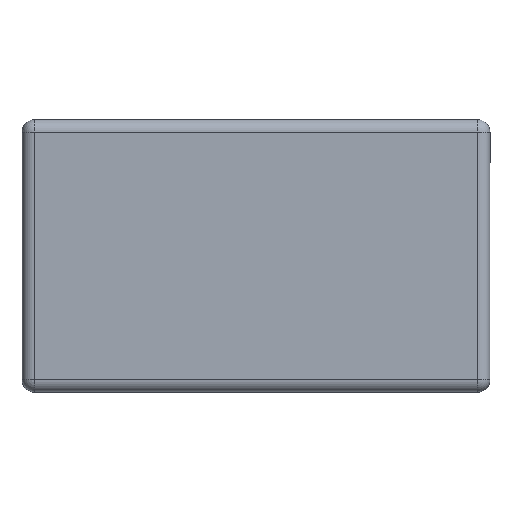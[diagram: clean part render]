
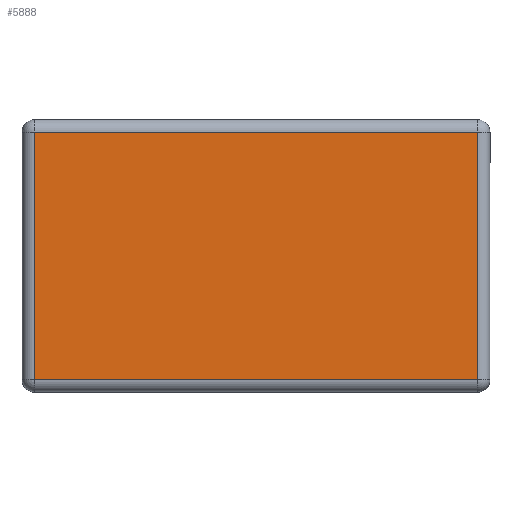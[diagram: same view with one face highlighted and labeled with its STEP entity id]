
A CAD part, top view. The second image highlights one B-rep face of the part: STEP entity #5888.
In plain terms, the highlighted face is planar.
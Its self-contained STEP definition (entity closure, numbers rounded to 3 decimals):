
#584=LINE('',#9886,#1136);
#586=LINE('',#9893,#1138);
#587=LINE('',#9901,#1139);
#589=LINE('',#9909,#1141);
#1136=VECTOR('',#8141,179.);
#1138=VECTOR('',#8149,100.);
#1139=VECTOR('',#8160,179.);
#1141=VECTOR('',#8172,100.);
#1668=FACE_OUTER_BOUND('',#2088,.T.);
#2088=EDGE_LOOP('',(#5201,#5202,#5203,#5204));
#2864=VERTEX_POINT('',#9883);
#2865=VERTEX_POINT('',#9885);
#2867=VERTEX_POINT('',#9892);
#2869=VERTEX_POINT('',#9900);
#3645=EDGE_CURVE('',#2864,#2865,#584,.T.);
#3649=EDGE_CURVE('',#2865,#2867,#586,.T.);
#3653=EDGE_CURVE('',#2867,#2869,#587,.T.);
#3658=EDGE_CURVE('',#2869,#2864,#589,.T.);
#5201=ORIENTED_EDGE('',*,*,#3645,.F.);
#5202=ORIENTED_EDGE('',*,*,#3658,.F.);
#5203=ORIENTED_EDGE('',*,*,#3653,.F.);
#5204=ORIENTED_EDGE('',*,*,#3649,.F.);
#5540=PLANE('',#6490);
#5888=ADVANCED_FACE('',(#1668),#5540,.F.);
#6490=AXIS2_PLACEMENT_3D('',#9920,#8191,#8192);
#8141=DIRECTION('',(1.,0.,0.));
#8149=DIRECTION('',(0.,1.,0.));
#8160=DIRECTION('',(-1.,0.,0.));
#8172=DIRECTION('',(0.,-1.,0.));
#8191=DIRECTION('center_axis',(0.,0.,1.));
#8192=DIRECTION('ref_axis',(1.,0.,0.));
#9883=CARTESIAN_POINT('',(-89.5,-50.,-58.));
#9885=CARTESIAN_POINT('',(89.5,-50.,-58.));
#9886=CARTESIAN_POINT('',(-44.75,-50.,-58.));
#9892=CARTESIAN_POINT('',(89.5,50.,-58.));
#9893=CARTESIAN_POINT('',(89.5,-25.,-58.));
#9900=CARTESIAN_POINT('',(-89.5,50.,-58.));
#9901=CARTESIAN_POINT('',(44.75,50.,-58.));
#9909=CARTESIAN_POINT('',(-89.5,25.,-58.));
#9920=CARTESIAN_POINT('Origin',(0.,0.,
-58.));
